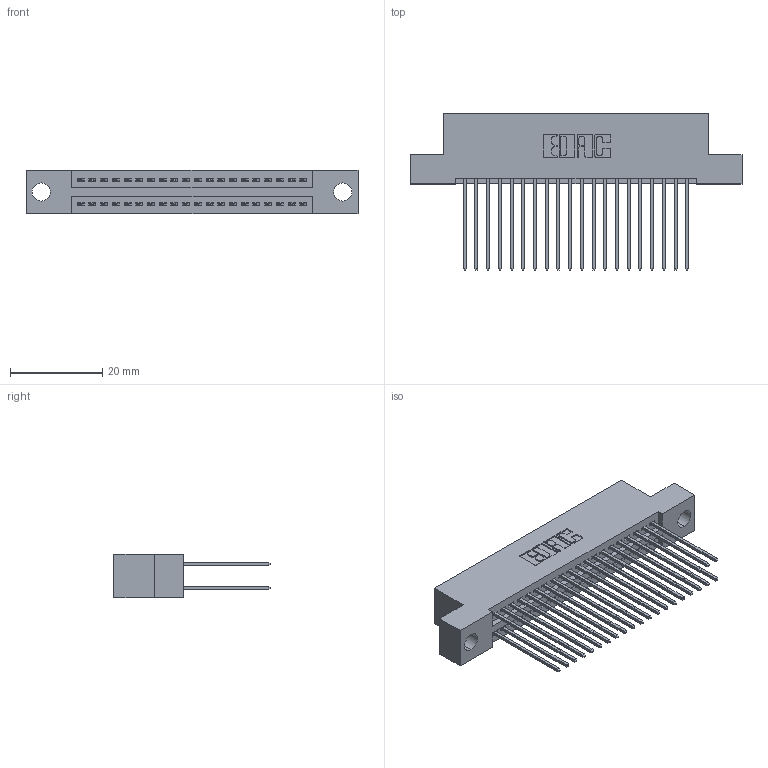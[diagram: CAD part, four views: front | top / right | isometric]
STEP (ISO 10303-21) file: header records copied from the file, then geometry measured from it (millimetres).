
FILE_DESCRIPTION (( 'STEP AP203' ), '1' );
FILE_NAME ('395-040-541-204.STEP', '2021-06-16T21:53:11', ( '' ), ( '' ), 'SwSTEP 2.0', 'SolidWorks 2020', '' );
FILE_SCHEMA (( 'CONFIG_CONTROL_DESIGN' ));
Length unit declared in the file: inch
Products named in the file (3): 395-040-541-204; 345-292-001_345-293-141; 345 Part_Flush Mounting Lugs - 0.156 Dia-TI
Assembly tree (41 placements, depth 2):
  395-040-541-204
    345 Part_Flush Mounting Lugs - 0.156 Dia-TI
    345-292-001_345-293-141  x40
Bounding box: 72.01 x 33.96 x 9.4 mm (x, y, z)
Volume: 6914.3 mm3; surface area: 10724.8 mm2
Topology: 41 solids, 41 shells, 2140 faces, 6337 edges, 4170 vertices
Faces by surface type: plane 1414, cylinder 726
Entity records: 19091 total; most frequent: CARTESIAN_POINT 3226, ORIENTED_EDGE 3158, DIRECTION 2871, EDGE_CURVE 1579, VECTOR 1367, LINE 1367, VERTEX_POINT 1050, AXIS2_PLACEMENT_3D 752
